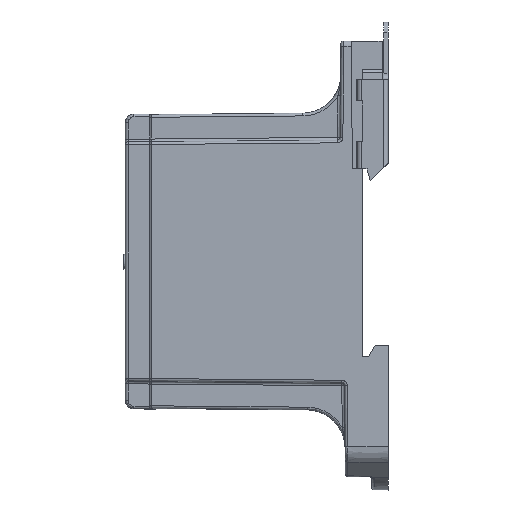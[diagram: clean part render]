
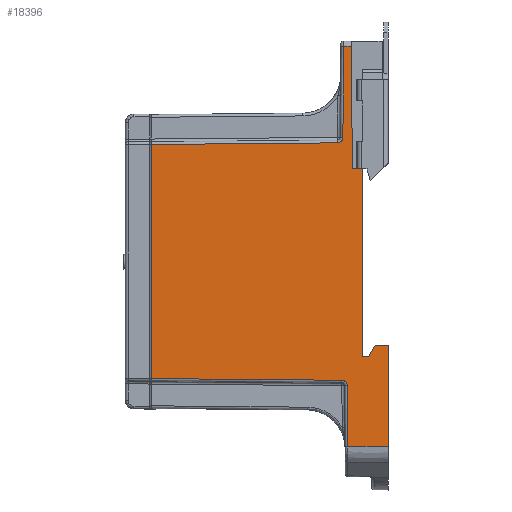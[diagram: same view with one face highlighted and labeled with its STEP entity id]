
A CAD part, left-side view. The second image highlights one B-rep face of the part: STEP entity #18396.
In plain terms, the highlighted planar face has unit normal (-1, 0.009, 0).
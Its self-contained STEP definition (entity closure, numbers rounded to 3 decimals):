
#3138=DIRECTION('',(0.,0.,1.));
#3139=VECTOR('',#3138,43.005);
#3140=CARTESIAN_POINT('',(-9.22,28.703,
-21.503));
#3141=LINE('',#3140,#3139);
#3142=DIRECTION('',(0.009,1.,-0.009));
#3143=VECTOR('',#3142,34.173);
#3144=CARTESIAN_POINT('',(-9.519,-5.468,
21.801));
#3145=LINE('',#3144,#3143);
#3146=CARTESIAN_POINT('',(-9.527,-6.459,
22.792));
#3147=CARTESIAN_POINT('',(-9.527,-6.458,
22.685));
#3148=CARTESIAN_POINT('',(-9.527,-6.424,
22.483));
#3149=CARTESIAN_POINT('',(-9.526,-6.28,
22.202));
#3150=CARTESIAN_POINT('',(-9.524,-6.058,
21.98));
#3151=CARTESIAN_POINT('',(-9.521,-5.778,
21.836));
#3152=CARTESIAN_POINT('',(-9.519,-5.575,
21.802));
#3153=CARTESIAN_POINT('',(-9.519,-5.468,
21.801));
#3155=DIRECTION('',(0.,0.009,-1.));
#3156=VECTOR('',#3155,16.709);
#3157=CARTESIAN_POINT('',(-9.528,-6.605,
39.5));
#3158=LINE('',#3157,#3156);
#3159=DIRECTION('',(-0.009,-1.,0.));
#3160=VECTOR('',#3159,1.399);
#3161=CARTESIAN_POINT('',(-9.528,-6.605,
39.5));
#3162=LINE('',#3161,#3160);
#3163=DIRECTION('',(0.,-0.009,-1.));
#3164=VECTOR('',#3163,22.501);
#3165=CARTESIAN_POINT('',(-9.541,-8.004,39.5));
#3166=LINE('',#3165,#3164);
#3167=DIRECTION('',(-0.009,-1.,0.));
#3168=VECTOR('',#3167,1.8);
#3169=CARTESIAN_POINT('',(-9.542,-8.2,17.));
#3170=LINE('',#3169,#3168);
#3171=DIRECTION('',(0.,0.,-1.));
#3172=VECTOR('',#3171,34.5);
#3173=CARTESIAN_POINT('',(-9.558,-10.,17.));
#3174=LINE('',#3173,#3172);
#3175=DIRECTION('',(-0.009,-1.,0.));
#3176=VECTOR('',#3175,1.2);
#3177=CARTESIAN_POINT('',(-9.558,-10.,-17.5));
#3178=LINE('',#3177,#3176);
#3179=DIRECTION('',(-0.004,-0.5,0.866));
#3180=VECTOR('',#3179,2.334);
#3181=CARTESIAN_POINT('',(-9.569,-11.2,-17.5));
#3182=LINE('',#3181,#3180);
#3183=DIRECTION('',(-0.009,-1.,-0.009));
#3184=VECTOR('',#3183,2.433);
#3185=CARTESIAN_POINT('',(-9.579,-12.367,
-15.479));
#3186=LINE('',#3185,#3184);
#3187=DIRECTION('',(0.,0.,-1.));
#3188=VECTOR('',#3187,18.557);
#3189=CARTESIAN_POINT('',(-9.6,-14.8,-15.5));
#3190=LINE('',#3189,#3188);
#3191=DIRECTION('',(0.009,1.,0.));
#3192=VECTOR('',#3191,7.443);
#3193=CARTESIAN_POINT('',(-9.6,-14.8,-34.057));
#3194=LINE('',#3193,#3192);
#3195=DIRECTION('',(0.,-0.009,-1.));
#3196=VECTOR('',#3195,11.258);
#3197=CARTESIAN_POINT('',(-9.534,-7.259,
-22.799));
#3198=LINE('',#3197,#3196);
#3199=CARTESIAN_POINT('',(-9.526,-6.268,
-21.808));
#3200=CARTESIAN_POINT('',(-9.526,-6.375,
-21.809));
#3201=CARTESIAN_POINT('',(-9.528,-6.577,
-21.843));
#3202=CARTESIAN_POINT('',(-9.531,-6.858,
-21.987));
#3203=CARTESIAN_POINT('',(-9.533,-7.08,
-22.209));
#3204=CARTESIAN_POINT('',(-9.534,-7.224,
-22.489));
#3205=CARTESIAN_POINT('',(-9.534,-7.258,
-22.692));
#3206=CARTESIAN_POINT('',(-9.534,-7.259,
-22.799));
#3208=DIRECTION('',(-0.009,-1.,-0.009));
#3209=VECTOR('',#3208,34.973);
#3210=CARTESIAN_POINT('',(-9.22,28.703,
-21.503));
#3211=LINE('',#3210,#3209);
#10067=CARTESIAN_POINT('',(-9.535,-7.357,
-34.057));
#11438=CARTESIAN_POINT('',(-9.558,-10.,17.));
#11440=VERTEX_POINT('',#11438);
#11450=CARTESIAN_POINT('',(-9.558,-10.,-17.5));
#11451=VERTEX_POINT('',#11450);
#11452=CARTESIAN_POINT('',(-9.569,-11.2,-17.5));
#11453=VERTEX_POINT('',#11452);
#11612=CARTESIAN_POINT('',(-9.528,-6.605,
39.5));
#11613=CARTESIAN_POINT('',(-9.541,-8.004,39.5));
#11614=VERTEX_POINT('',#11612);
#11615=VERTEX_POINT('',#11613);
#11860=CARTESIAN_POINT('',(-9.579,-12.367,
-15.479));
#11862=VERTEX_POINT('',#11860);
#12037=CARTESIAN_POINT('',(-9.22,28.703,
-21.503));
#12038=CARTESIAN_POINT('',(-9.22,28.703,
21.503));
#12039=VERTEX_POINT('',#12037);
#12040=VERTEX_POINT('',#12038);
#12155=CARTESIAN_POINT('',(-9.6,-14.8,-15.5));
#12157=VERTEX_POINT('',#12155);
#12477=CARTESIAN_POINT('',(-9.542,-8.2,17.));
#12478=VERTEX_POINT('',#12477);
#12513=CARTESIAN_POINT('',(-9.6,-14.8,-34.057));
#12515=VERTEX_POINT('',#12513);
#12516=VERTEX_POINT('',#3146);
#12517=VERTEX_POINT('',#3153);
#12532=CARTESIAN_POINT('',(-9.526,-6.268,
-21.808));
#12533=VERTEX_POINT('',#12532);
#12612=VERTEX_POINT('',#10067);
#12616=CARTESIAN_POINT('',(-9.534,-7.259,
-22.799));
#12617=VERTEX_POINT('',#12616);
#18360=CARTESIAN_POINT('',(-9.6,-14.8,-35.201));
#18361=DIRECTION('',(-1.,0.009,0.));
#18362=DIRECTION('',(0.,0.,-1.));
#18363=AXIS2_PLACEMENT_3D('',#18360,#18361,#18362);
#18364=PLANE('',#18363);
#18365=ORIENTED_EDGE('',*,*,#14958,.T.);
#18366=ORIENTED_EDGE('',*,*,#15018,.F.);
#18368=ORIENTED_EDGE('',*,*,#18367,.F.);
#18370=ORIENTED_EDGE('',*,*,#18369,.F.);
#18372=ORIENTED_EDGE('',*,*,#18371,.T.);
#18374=ORIENTED_EDGE('',*,*,#18373,.T.);
#18376=ORIENTED_EDGE('',*,*,#18375,.T.);
#18378=ORIENTED_EDGE('',*,*,#18377,.T.);
#18380=ORIENTED_EDGE('',*,*,#18379,.T.);
#18382=ORIENTED_EDGE('',*,*,#18381,.T.);
#18384=ORIENTED_EDGE('',*,*,#18383,.T.);
#18386=ORIENTED_EDGE('',*,*,#18385,.T.);
#18388=ORIENTED_EDGE('',*,*,#18387,.T.);
#18390=ORIENTED_EDGE('',*,*,#18389,.F.);
#18392=ORIENTED_EDGE('',*,*,#18391,.F.);
#18393=ORIENTED_EDGE('',*,*,#18353,.F.);
#18394=EDGE_LOOP('',(#18365,#18366,#18368,#18370,#18372,#18374,#18376,#18378,
#18380,#18382,#18384,#18386,#18388,#18390,#18392,#18393));
#18395=FACE_OUTER_BOUND('',#18394,.F.);
#18396=ADVANCED_FACE('',(#18395),#18364,.T.);
#3154=B_SPLINE_CURVE_WITH_KNOTS('',3,(#3146,#3147,#3148,#3149,#3150,#3151,#3152,
#3153),.UNSPECIFIED.,.F.,.F.,(4,1,1,1,1,4),(0.,0.2,0.4,0.6,0.8,1.),
.UNSPECIFIED.);
#3207=B_SPLINE_CURVE_WITH_KNOTS('',3,(#3199,#3200,#3201,#3202,#3203,#3204,#3205,
#3206),.UNSPECIFIED.,.F.,.F.,(4,1,1,1,1,4),(0.,0.2,0.4,0.6,0.8,1.),
.UNSPECIFIED.);
#14958=EDGE_CURVE('',#12039,#12040,#3141,.T.);
#15018=EDGE_CURVE('',#12517,#12040,#3145,.T.);
#18353=EDGE_CURVE('',#12039,#12533,#3211,.T.);
#18367=EDGE_CURVE('',#12516,#12517,#3154,.T.);
#18369=EDGE_CURVE('',#11614,#12516,#3158,.T.);
#18371=EDGE_CURVE('',#11614,#11615,#3162,.T.);
#18373=EDGE_CURVE('',#11615,#12478,#3166,.T.);
#18375=EDGE_CURVE('',#12478,#11440,#3170,.T.);
#18377=EDGE_CURVE('',#11440,#11451,#3174,.T.);
#18379=EDGE_CURVE('',#11451,#11453,#3178,.T.);
#18381=EDGE_CURVE('',#11453,#11862,#3182,.T.);
#18383=EDGE_CURVE('',#11862,#12157,#3186,.T.);
#18385=EDGE_CURVE('',#12157,#12515,#3190,.T.);
#18387=EDGE_CURVE('',#12515,#12612,#3194,.T.);
#18389=EDGE_CURVE('',#12617,#12612,#3198,.T.);
#18391=EDGE_CURVE('',#12533,#12617,#3207,.T.);
